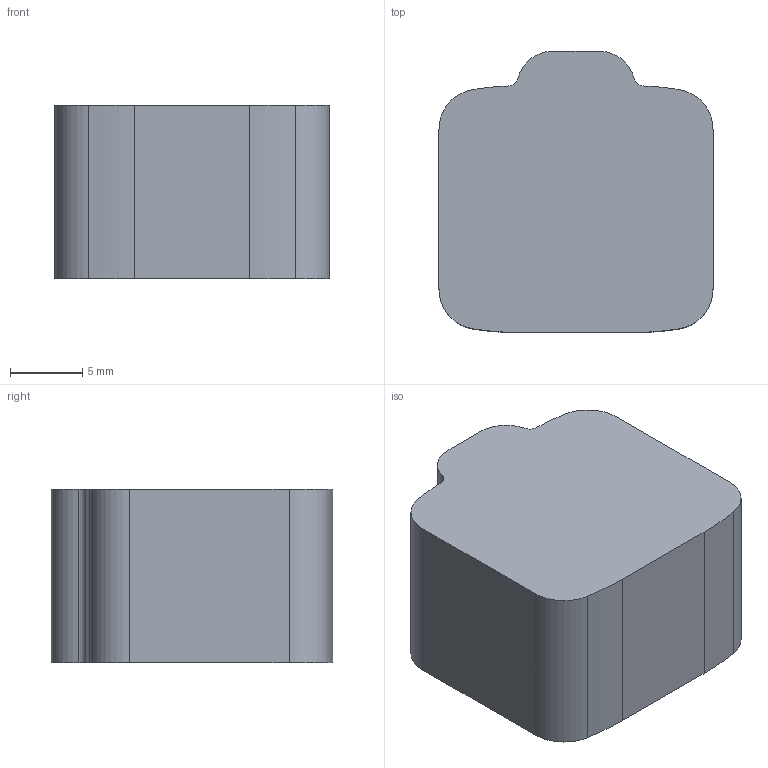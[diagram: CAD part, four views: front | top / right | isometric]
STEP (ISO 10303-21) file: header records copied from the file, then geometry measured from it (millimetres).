
FILE_DESCRIPTION((''),'2;1');
FILE_NAME('RN_121-04_210414','2021-12-14T12:52:14',('M_Steinbach'),(''),'CREO PARAMETRIC BY PTC INC, 2019164','CREO PARAMETRIC BY PTC INC, 2019164','');
FILE_SCHEMA(('AUTOMOTIVE_DESIGN { 1 0 10303 214 1 1 1 1 }'));
Length unit declared in the file: millimetre
Products named in the file (1): RN_121-04_210414
Bounding box: 19 x 19.5 x 12 mm (x, y, z)
Volume: 2115 mm3; surface area: 3278.3 mm2
Topology: 1 solids, 1 shells, 341 faces, 827 edges, 510 vertices
Faces by surface type: plane 146, cylinder 123, cone 48, bspline 16, torus 8
Entity records: 12610 total; most frequent: CARTESIAN_POINT 1950, DIRECTION 1809, ORIENTED_EDGE 1654, EDGE_CURVE 827, AXIS2_PLACEMENT_3D 659, VERTEX_POINT 510, VECTOR 491, LINE 491
